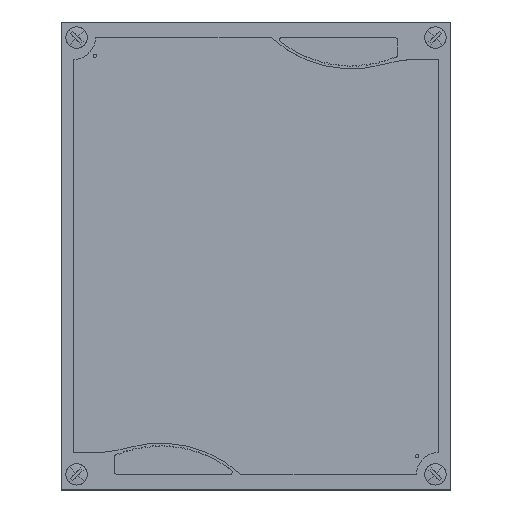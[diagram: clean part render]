
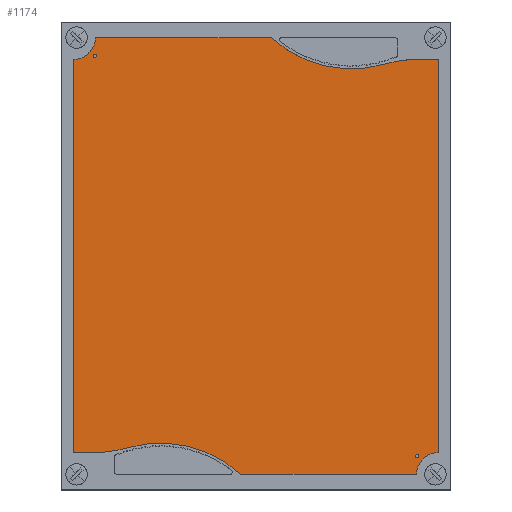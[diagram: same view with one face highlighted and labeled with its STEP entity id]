
A CAD part, top view. The second image highlights one B-rep face of the part: STEP entity #1174.
In plain terms, the highlighted planar face has unit normal (0, 0, 1).
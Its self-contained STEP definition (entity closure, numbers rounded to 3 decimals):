
#1174=ADVANCED_FACE('',(#2606,#2607,#2608),#2609,.T.);
#2606=FACE_OUTER_BOUND('',#4399,.T.);
#2607=FACE_BOUND('',#4400,.T.);
#2608=FACE_BOUND('',#4401,.T.);
#2609=PLANE('',#4402);
#4399=EDGE_LOOP('',(#7221,#7222,#7223,#7224,#7225,#7226,#7227,#7228,#7229,#7230,#7231,#7232));
#4400=EDGE_LOOP('',(#7233,#7234));
#4401=EDGE_LOOP('',(#7235,#7236));
#4402=AXIS2_PLACEMENT_3D('',#7237,#7238,#7239);
#7221=ORIENTED_EDGE('',*,*,#11724,.T.);
#7222=ORIENTED_EDGE('',*,*,#11720,.T.);
#7223=ORIENTED_EDGE('',*,*,#11715,.T.);
#7224=ORIENTED_EDGE('',*,*,#11732,.T.);
#7225=ORIENTED_EDGE('',*,*,#11733,.T.);
#7226=ORIENTED_EDGE('',*,*,#11734,.T.);
#7227=ORIENTED_EDGE('',*,*,#11735,.T.);
#7228=ORIENTED_EDGE('',*,*,#11736,.T.);
#7229=ORIENTED_EDGE('',*,*,#11737,.T.);
#7230=ORIENTED_EDGE('',*,*,#11738,.T.);
#7231=ORIENTED_EDGE('',*,*,#11739,.T.);
#7232=ORIENTED_EDGE('',*,*,#11728,.F.);
#7233=ORIENTED_EDGE('',*,*,#11275,.T.);
#7234=ORIENTED_EDGE('',*,*,#11087,.T.);
#7235=ORIENTED_EDGE('',*,*,#11279,.T.);
#7236=ORIENTED_EDGE('',*,*,#11082,.T.);
#7237=CARTESIAN_POINT('',(125.0,150.0,127.3));
#7238=DIRECTION('',(0.0,0.0,1.0));
#7239=DIRECTION('',(1.0,0.0,0.0));
#11082=EDGE_CURVE('',#13231,#13235,#13237,.T.);
#11087=EDGE_CURVE('',#13240,#13244,#13246,.T.);
#11275=EDGE_CURVE('',#13244,#13240,#13542,.T.);
#11279=EDGE_CURVE('',#13235,#13231,#13546,.T.);
#11715=EDGE_CURVE('',#14174,#14175,#14176,.T.);
#11720=EDGE_CURVE('',#14183,#14174,#14184,.T.);
#11724=EDGE_CURVE('',#14189,#14183,#14190,.T.);
#11728=EDGE_CURVE('',#14189,#14195,#14196,.T.);
#11732=EDGE_CURVE('',#14175,#14201,#14202,.T.);
#11733=EDGE_CURVE('',#14201,#14203,#14204,.T.);
#11734=EDGE_CURVE('',#14203,#14205,#14206,.T.);
#11735=EDGE_CURVE('',#14205,#14207,#14208,.T.);
#11736=EDGE_CURVE('',#14207,#14209,#14210,.T.);
#11737=EDGE_CURVE('',#14209,#14211,#14212,.T.);
#11738=EDGE_CURVE('',#14211,#14213,#14214,.T.);
#11739=EDGE_CURVE('',#14213,#14195,#14215,.T.);
#13231=VERTEX_POINT('',#16390);
#13235=VERTEX_POINT('',#16395);
#13237=CIRCLE('',#16398,1.1);
#13240=VERTEX_POINT('',#16401);
#13244=VERTEX_POINT('',#16406);
#13246=CIRCLE('',#16409,1.1);
#13542=CIRCLE('',#16829,1.1);
#13546=CIRCLE('',#16833,1.1);
#14174=VERTEX_POINT('',#17665);
#14175=VERTEX_POINT('',#17666);
#14176=CIRCLE('',#17667,75.627);
#14183=VERTEX_POINT('',#17676);
#14184=CIRCLE('',#17677,77.855);
#14189=VERTEX_POINT('',#17683);
#14190=LINE('',#17684,#17685);
#14195=VERTEX_POINT('',#17692);
#14196=LINE('',#17693,#17694);
#14201=VERTEX_POINT('',#17701);
#14202=LINE('',#17702,#17703);
#14203=VERTEX_POINT('',#17704);
#14204=CIRCLE('',#17705,14.0);
#14205=VERTEX_POINT('',#17706);
#14206=LINE('',#17707,#17708);
#14207=VERTEX_POINT('',#17709);
#14208=LINE('',#17710,#17711);
#14209=VERTEX_POINT('',#17712);
#14210=CIRCLE('',#17713,77.855);
#14211=VERTEX_POINT('',#17714);
#14212=CIRCLE('',#17715,75.627);
#14213=VERTEX_POINT('',#17716);
#14214=LINE('',#17717,#17718);
#14215=CIRCLE('',#17719,14.0);
#16390=CARTESIAN_POINT('',(229.434,21.666,127.3));
#16395=CARTESIAN_POINT('',(227.234,21.666,127.3));
#16398=AXIS2_PLACEMENT_3D('',#20756,#20757,#20758);
#16401=CARTESIAN_POINT('',(22.766,278.334,127.3));
#16406=CARTESIAN_POINT('',(20.566,278.334,127.3));
#16409=AXIS2_PLACEMENT_3D('',#20764,#20765,#20766);
#16829=AXIS2_PLACEMENT_3D('',#20963,#20964,#20965);
#16833=AXIS2_PLACEMENT_3D('',#20969,#20970,#20971);
#17665=CARTESIAN_POINT('',(207.3,273.,127.3));
#17666=CARTESIAN_POINT('',(134.8,290.,127.3));
#17667=AXIS2_PLACEMENT_3D('',#21491,#21492,#21493);
#17676=CARTESIAN_POINT('',(228.5,276.0,127.3));
#17677=AXIS2_PLACEMENT_3D('',#21499,#21500,#21501);
#17683=CARTESIAN_POINT('',(242.0,276.0,127.3));
#17684=CARTESIAN_POINT('',(180.125,276.0,127.3));
#17685=VECTOR('',#21506,1.0);
#17692=CARTESIAN_POINT('',(242.0,24.0,127.3));
#17693=CARTESIAN_POINT('',(242.0,150.0,127.3));
#17694=VECTOR('',#21509,1.0);
#17701=CARTESIAN_POINT('',(22.,290.,127.3));
#17702=CARTESIAN_POINT('',(125.0,290.0,127.3));
#17703=VECTOR('',#21512,1.0);
#17704=CARTESIAN_POINT('',(8.0,276.0,127.3));
#17705=AXIS2_PLACEMENT_3D('',#21513,#21514,#21515);
#17706=CARTESIAN_POINT('',(8.0,24.0,127.3));
#17707=CARTESIAN_POINT('',(8.0,150.0,127.3));
#17708=VECTOR('',#21516,1.0);
#17709=CARTESIAN_POINT('',(21.5,24.0,127.3));
#17710=CARTESIAN_POINT('',(69.875,24.0,127.3));
#17711=VECTOR('',#21517,1.0);
#17712=CARTESIAN_POINT('',(42.7,27.,127.3));
#17713=AXIS2_PLACEMENT_3D('',#21518,#21519,#21520);
#17714=CARTESIAN_POINT('',(115.2,10.,127.3));
#17715=AXIS2_PLACEMENT_3D('',#21521,#21522,#21523);
#17716=CARTESIAN_POINT('',(228.,10.,127.3));
#17717=CARTESIAN_POINT('',(125.0,10.0,127.3));
#17718=VECTOR('',#21524,1.0);
#17719=AXIS2_PLACEMENT_3D('',#21525,#21526,#21527);
#20756=CARTESIAN_POINT('',(228.334,21.666,127.3));
#20757=DIRECTION('',(0.0,0.0,-1.0));
#20758=DIRECTION('',(1.0,0.0,0.0));
#20764=CARTESIAN_POINT('',(21.666,278.334,127.3));
#20765=DIRECTION('',(0.0,0.0,-1.0));
#20766=DIRECTION('',(1.0,0.0,0.0));
#20963=CARTESIAN_POINT('',(21.666,278.334,127.3));
#20964=DIRECTION('',(0.0,0.0,-1.0));
#20965=DIRECTION('',(1.0,0.0,0.0));
#20969=CARTESIAN_POINT('',(228.334,21.666,127.3));
#20970=DIRECTION('',(0.0,0.0,-1.0));
#20971=DIRECTION('',(1.0,0.0,0.0));
#21491=CARTESIAN_POINT('',(186.078,345.589,127.3));
#21492=DIRECTION('',(-0.0,0.0,-1.0));
#21493=DIRECTION('',(-0.678,-0.735,0.0));
#21499=CARTESIAN_POINT('',(228.705,198.145,127.3));
#21500=DIRECTION('',(0.0,0.0,1.0));
#21501=DIRECTION('',(-0.003,1.,0.0));
#21506=DIRECTION('',(-1.0,0.0,0.0));
#21509=DIRECTION('',(0.0,-1.0,0.0));
#21512=DIRECTION('',(-1.0,0.0,0.0));
#21513=CARTESIAN_POINT('',(8.,290.,127.3));
#21514=DIRECTION('',(0.0,0.0,-1.0));
#21515=DIRECTION('',(0.,-1.0,0.0));
#21516=DIRECTION('',(0.0,-1.0,0.0));
#21517=DIRECTION('',(1.0,0.0,0.0));
#21518=CARTESIAN_POINT('',(21.295,101.855,127.3));
#21519=DIRECTION('',(0.0,0.0,1.0));
#21520=DIRECTION('',(0.003,-1.,0.0));
#21521=CARTESIAN_POINT('',(63.922,-45.589,127.3));
#21522=DIRECTION('',(0.0,0.0,-1.0));
#21523=DIRECTION('',(0.678,0.735,0.0));
#21524=DIRECTION('',(1.0,0.0,0.0));
#21525=CARTESIAN_POINT('',(242.,10.,127.3));
#21526=DIRECTION('',(0.0,0.0,-1.0));
#21527=DIRECTION('',(0.,1.0,0.0));
